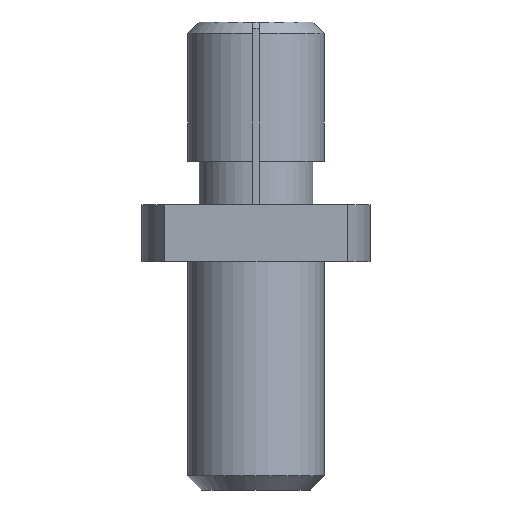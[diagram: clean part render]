
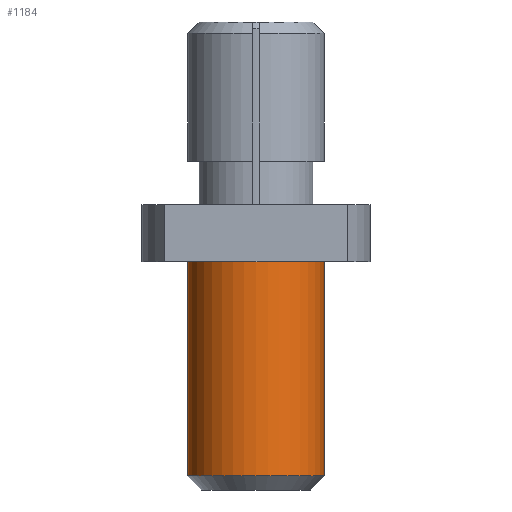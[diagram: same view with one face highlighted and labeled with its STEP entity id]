
A CAD part, left-side view. The second image highlights one B-rep face of the part: STEP entity #1184.
In plain terms, the highlighted cylindrical face has radius 3 mm (diameter 6 mm), a partial arc.
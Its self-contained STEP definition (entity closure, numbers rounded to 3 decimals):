
#37 = CARTESIAN_POINT ( 'NONE',  ( 0., 3., -10. ) ) ;
#50 = CARTESIAN_POINT ( 'NONE',  ( 0., 0., -10. ) ) ;
#59 = CIRCLE ( 'NONE', #182, 3. ) ;
#131 = CARTESIAN_POINT ( 'NONE',  ( 0., 0., 0. ) ) ;
#141 = DIRECTION ( 'NONE',  ( 0., -1., 0. ) ) ;
#177 = AXIS2_PLACEMENT_3D ( 'NONE', #131, #602, #141 ) ;
#181 = ORIENTED_EDGE ( 'NONE', *, *, #565, .T. ) ;
#182 = AXIS2_PLACEMENT_3D ( 'NONE', #968, #200, #484 ) ;
#200 = DIRECTION ( 'NONE',  ( 0., 0., -1. ) ) ;
#229 = CYLINDRICAL_SURFACE ( 'NONE', #1855, 3. ) ;
#382 = CARTESIAN_POINT ( 'NONE',  ( 0., -3., -10. ) ) ;
#396 = EDGE_LOOP ( 'NONE', ( #1143, #1149, #1405, #181, #480 ) ) ;
#445 = CARTESIAN_POINT ( 'NONE',  ( 0., 0., 0. ) ) ;
#449 = VERTEX_POINT ( 'NONE', #1395 ) ;
#468 = VERTEX_POINT ( 'NONE', #1543 ) ;
#480 = ORIENTED_EDGE ( 'NONE', *, *, #1075, .F. ) ;
#484 = DIRECTION ( 'NONE',  ( 0., 1., 0. ) ) ;
#534 = CIRCLE ( 'NONE', #1684, 3. ) ;
#550 = DIRECTION ( 'NONE',  ( 0., 1., 0. ) ) ;
#565 = EDGE_CURVE ( 'NONE', #468, #1319, #1089, .T. ) ;
#571 = CARTESIAN_POINT ( 'NONE',  ( 0., -3., -9.387 ) ) ;
#602 = DIRECTION ( 'NONE',  ( 0., 0., -1. ) ) ;
#689 = DIRECTION ( 'NONE',  ( 0., 0., -1. ) ) ;
#691 = CARTESIAN_POINT ( 'NONE',  ( 0., -3., 0. ) ) ;
#723 = DIRECTION ( 'NONE',  ( 0., 0., -1. ) ) ;
#743 = DIRECTION ( 'NONE',  ( 0., 1., 0. ) ) ;
#794 = VERTEX_POINT ( 'NONE', #691 ) ;
#950 = EDGE_CURVE ( 'NONE', #449, #468, #1062, .T. ) ;
#968 = CARTESIAN_POINT ( 'NONE',  ( 0., 0., -9.387 ) ) ;
#1062 = CIRCLE ( 'NONE', #177, 3. ) ;
#1075 = EDGE_CURVE ( 'NONE', #1287, #1319, #59, .T. ) ;
#1089 = LINE ( 'NONE', #37, #2014 ) ;
#1143 = ORIENTED_EDGE ( 'NONE', *, *, #2003, .F. ) ;
#1149 = ORIENTED_EDGE ( 'NONE', *, *, #1744, .T. ) ;
#1184 = ADVANCED_FACE ( 'NONE', ( #1796 ), #229, .T. ) ;
#1186 = VECTOR ( 'NONE', #1292, 1000. ) ;
#1287 = VERTEX_POINT ( 'NONE', #571 ) ;
#1292 = DIRECTION ( 'NONE',  ( 0., 0., -1. ) ) ;
#1319 = VERTEX_POINT ( 'NONE', #1500 ) ;
#1395 = CARTESIAN_POINT ( 'NONE',  ( -3., 0., 0. ) ) ;
#1405 = ORIENTED_EDGE ( 'NONE', *, *, #950, .T. ) ;
#1449 = LINE ( 'NONE', #382, #1186 ) ;
#1500 = CARTESIAN_POINT ( 'NONE',  ( 0., 3., -9.387 ) ) ;
#1543 = CARTESIAN_POINT ( 'NONE',  ( 0., 3., 0. ) ) ;
#1684 = AXIS2_PLACEMENT_3D ( 'NONE', #445, #723, #743 ) ;
#1744 = EDGE_CURVE ( 'NONE', #794, #449, #534, .T. ) ;
#1796 = FACE_OUTER_BOUND ( 'NONE', #396, .T. ) ;
#1855 = AXIS2_PLACEMENT_3D ( 'NONE', #50, #689, #550 ) ;
#1892 = DIRECTION ( 'NONE',  ( 0., 0., -1. ) ) ;
#2003 = EDGE_CURVE ( 'NONE', #794, #1287, #1449, .T. ) ;
#2014 = VECTOR ( 'NONE', #1892, 1000. ) ;
